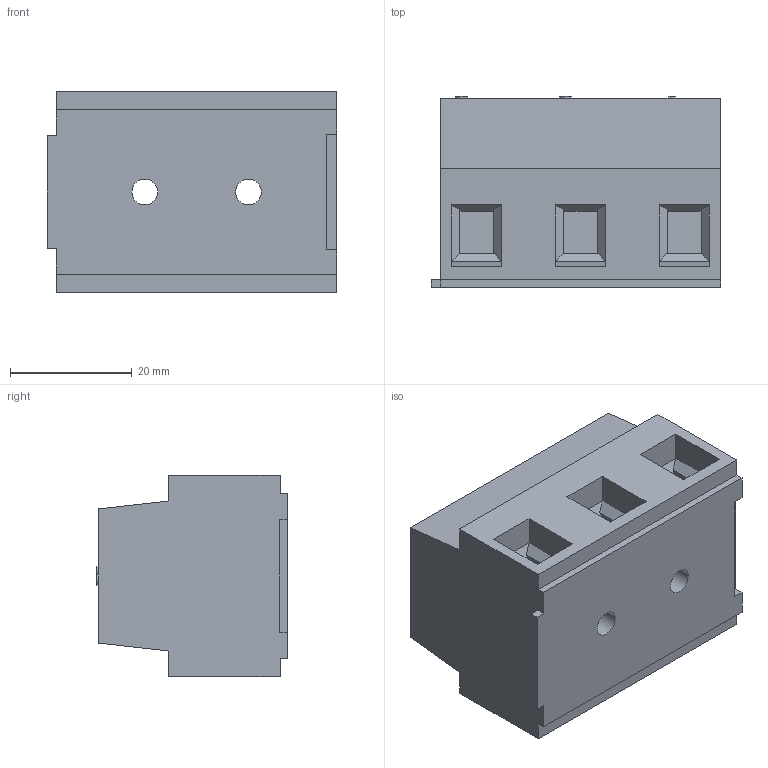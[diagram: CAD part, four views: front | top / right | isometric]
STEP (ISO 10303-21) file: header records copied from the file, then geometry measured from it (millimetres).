
FILE_DESCRIPTION(('SolidDesigner STEP Export'),'2;1');
FILE_NAME('2716716_G_10_3-select.stp','2017-02-22T 7:28:23',(''),(''),'Creo Elements/Direct Modeling STEP processor for AP214 (Solid Model)','Creo Elements/Direct Modeling 18.1G 27-Feb-2015 (C) Parametric Technology GmbH','');
FILE_SCHEMA(('AUTOMOTIVE_DESIGN { 1 0 10303 214 1 1 1 1 }'));
Length unit declared in the file: millimetre
Products named in the file (2): 2716716_G_10_3-select
Assembly tree (1 placements, depth 2):
  2716716_G_10_3-select
    2716716_G_10_3-select
Bounding box: 47.5 x 31.3 x 33 mm (x, y, z)
Volume: 33764.2 mm3; surface area: 12083.4 mm2
Topology: 1 solids, 1 shells, 292 faces, 805 edges, 536 vertices
Faces by surface type: plane 264, cylinder 28
Entity records: 11278 total; most frequent: ORIENTED_EDGE 1610, CARTESIAN_POINT 1577, DIRECTION 1363, EDGE_CURVE 805, VECTOR 719, LINE 719, VERTEX_POINT 536, AXIS2_PLACEMENT_3D 322
